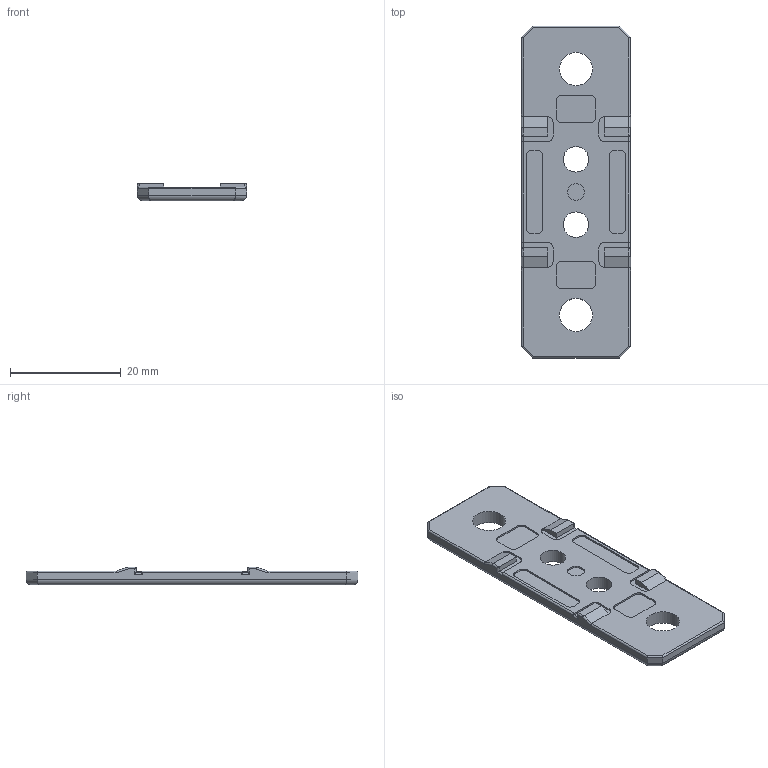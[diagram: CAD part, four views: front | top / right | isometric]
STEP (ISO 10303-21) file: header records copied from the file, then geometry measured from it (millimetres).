
FILE_DESCRIPTION(/* description */ (''),/* implementation_level */ '2;1');
FILE_NAME(/* name */ '86062000_VB M.stp',/* time_stamp */ '2015-03-27T08:19:14+01:00',/* author */ ('kleemann'),/* organization */ (''),/* preprocessor_version */ 'ST-DEVELOPER v15.6',/* originating_system */ 'Autodesk Inventor 2015',/* authorisation */ '');
FILE_SCHEMA (('AUTOMOTIVE_DESIGN { 1 0 10303 214 3 1 1 }'));
Length unit declared in the file: millimetre
Products named in the file (1): VB_M_3D
Bounding box: 19.7 x 60 x 3.2 mm (x, y, z)
Volume: 2647.9 mm3; surface area: 2721.4 mm2
Topology: 1 solids, 1 shells, 128 faces, 327 edges, 206 vertices
Faces by surface type: cylinder 69, plane 59
Full cylindrical faces by diameter (mm): 3 x1, 4.6 x2, 6 x2
Entity records: 3904 total; most frequent: CARTESIAN_POINT 721, DIRECTION 670, ORIENTED_EDGE 644, EDGE_CURVE 322, AXIS2_PLACEMENT_3D 227, LINE 216, VECTOR 216, VERTEX_POINT 206
